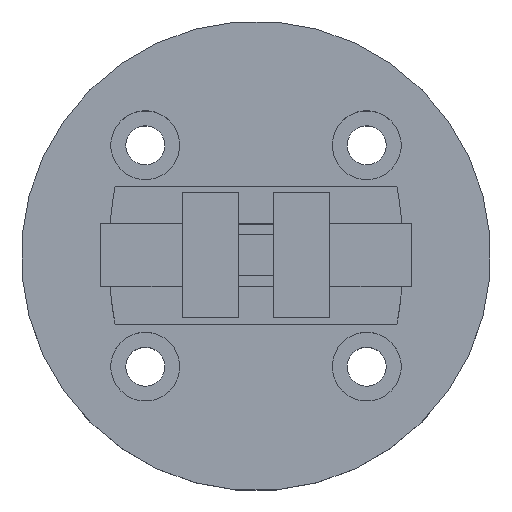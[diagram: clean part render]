
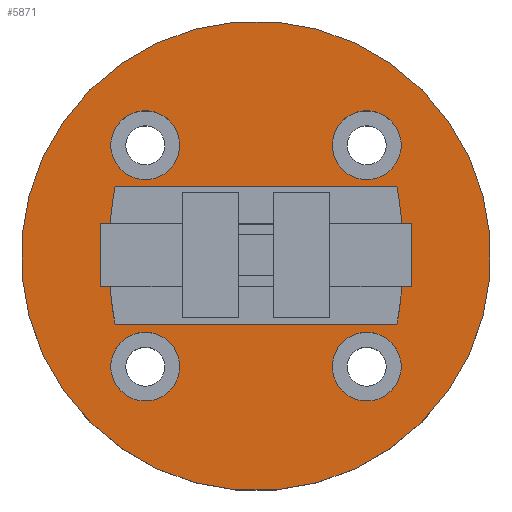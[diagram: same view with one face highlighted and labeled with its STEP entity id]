
A CAD part, top view. The second image highlights one B-rep face of the part: STEP entity #5871.
In plain terms, the highlighted planar face has unit normal (0, 0, 1).
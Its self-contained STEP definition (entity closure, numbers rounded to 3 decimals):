
#115 = ORIENTED_EDGE ( 'NONE', *, *, #8280, .T. ) ;
#529 = ORIENTED_EDGE ( 'NONE', *, *, #17397, .T. ) ;
#842 = VERTEX_POINT ( 'NONE', #1990 ) ;
#936 = CIRCLE ( 'NONE', #10233, 37.5 ) ;
#1132 = EDGE_CURVE ( 'NONE', #16810, #2929, #26603, .T. ) ;
#1819 = EDGE_CURVE ( 'NONE', #22957, #3087, #11012, .T. ) ;
#1915 = EDGE_LOOP ( 'NONE', ( #13132, #24580 ) ) ;
#1990 = CARTESIAN_POINT ( 'NONE',  ( -6.739, 8.839, 10. ) ) ;
#2040 = ORIENTED_EDGE ( 'NONE', *, *, #24800, .F. ) ;
#2586 = AXIS2_PLACEMENT_3D ( 'NONE', #15383, #21772, #7317 ) ;
#2750 = VERTEX_POINT ( 'NONE', #2866 ) ;
#2866 = CARTESIAN_POINT ( 'NONE',  ( 6.739, -8.839, 10. ) ) ;
#2867 = CARTESIAN_POINT ( 'NONE',  ( -37.5, 0., 10. ) ) ;
#2912 = AXIS2_PLACEMENT_3D ( 'NONE', #14341, #18344, #10150 ) ;
#2929 = VERTEX_POINT ( 'NONE', #22213 ) ;
#3032 = CARTESIAN_POINT ( 'NONE',  ( 0., 25., 10. ) ) ;
#3087 = VERTEX_POINT ( 'NONE', #4666 ) ;
#3126 = DIRECTION ( 'NONE',  ( 0., 0., -1. ) ) ;
#3196 = CIRCLE ( 'NONE', #24747, 5.5 ) ;
#3719 = CARTESIAN_POINT ( 'NONE',  ( 0., 0., 10. ) ) ;
#3826 = CARTESIAN_POINT ( 'NONE',  ( 0., 0., 10. ) ) ;
#3905 = DIRECTION ( 'NONE',  ( 0., 0., -1. ) ) ;
#3947 = DIRECTION ( 'NONE',  ( 0., 0., -1. ) ) ;
#4002 = DIRECTION ( 'NONE',  ( 0., 0., 1. ) ) ;
#4003 = CARTESIAN_POINT ( 'NONE',  ( 0., -25., 10. ) ) ;
#4219 = CARTESIAN_POINT ( 'NONE',  ( 0., 25., 10. ) ) ;
#4276 = EDGE_CURVE ( 'NONE', #2929, #16810, #11316, .T. ) ;
#4353 = EDGE_CURVE ( 'NONE', #16036, #15222, #936, .T. ) ;
#4666 = CARTESIAN_POINT ( 'NONE',  ( 19.5, 0., 10. ) ) ;
#5069 = ORIENTED_EDGE ( 'NONE', *, *, #1819, .T. ) ;
#5215 = DIRECTION ( 'NONE',  ( 1., 0., 0. ) ) ;
#5417 = FACE_BOUND ( 'NONE', #23276, .T. ) ;
#5555 = EDGE_LOOP ( 'NONE', ( #2040, #12955 ) ) ;
#5620 = ORIENTED_EDGE ( 'NONE', *, *, #23348, .T. ) ;
#5625 = CIRCLE ( 'NONE', #12852, 5.5 ) ;
#5871 = ADVANCED_FACE ( 'NONE', ( #15800, #11899, #5417, #26845, #22654, #17116, #12553 ), #22809, .T. ) ;
#5987 = CIRCLE ( 'NONE', #26109, 5.5 ) ;
#6032 = DIRECTION ( 'NONE',  ( 1., 0., 0. ) ) ;
#6215 = CARTESIAN_POINT ( 'NONE',  ( 0., 0., 10. ) ) ;
#6399 = AXIS2_PLACEMENT_3D ( 'NONE', #26740, #18408, #10217 ) ;
#6403 = DIRECTION ( 'NONE',  ( 1., 0., 0. ) ) ;
#6877 = VERTEX_POINT ( 'NONE', #25361 ) ;
#6995 = CIRCLE ( 'NONE', #26170, 5.5 ) ;
#7001 = AXIS2_PLACEMENT_3D ( 'NONE', #24830, #12116, #16562 ) ;
#7069 = DIRECTION ( 'NONE',  ( 0., 0., -1. ) ) ;
#7155 = DIRECTION ( 'NONE',  ( -1., 0., 0. ) ) ;
#7317 = DIRECTION ( 'NONE',  ( 1., 0., 0. ) ) ;
#8280 = EDGE_CURVE ( 'NONE', #13025, #19248, #5987, .T. ) ;
#8341 = DIRECTION ( 'NONE',  ( 0., 0., -1. ) ) ;
#9058 = CARTESIAN_POINT ( 'NONE',  ( -30.5, 0., 10. ) ) ;
#9147 = CARTESIAN_POINT ( 'NONE',  ( -25., 0., 10. ) ) ;
#10150 = DIRECTION ( 'NONE',  ( 1., 0., 0. ) ) ;
#10212 = EDGE_LOOP ( 'NONE', ( #115, #22976 ) ) ;
#10217 = DIRECTION ( 'NONE',  ( 1., 0., 0. ) ) ;
#10233 = AXIS2_PLACEMENT_3D ( 'NONE', #3719, #16223, #16307 ) ;
#10396 = DIRECTION ( 'NONE',  ( 0., 0., -1. ) ) ;
#10542 = CARTESIAN_POINT ( 'NONE',  ( 30.5, 0., 10. ) ) ;
#10678 = EDGE_CURVE ( 'NONE', #3087, #22957, #5625, .T. ) ;
#10863 = EDGE_LOOP ( 'NONE', ( #15530, #18430 ) ) ;
#11012 = CIRCLE ( 'NONE', #2586, 5.5 ) ;
#11242 = DIRECTION ( 'NONE',  ( 0., 0., -1. ) ) ;
#11316 = CIRCLE ( 'NONE', #23678, 5.5 ) ;
#11899 = FACE_BOUND ( 'NONE', #26668, .T. ) ;
#11938 = CIRCLE ( 'NONE', #14051, 37.5 ) ;
#12116 = DIRECTION ( 'NONE',  ( 0., 0., -1. ) ) ;
#12459 = VERTEX_POINT ( 'NONE', #16397 ) ;
#12470 = CIRCLE ( 'NONE', #14735, 2.1 ) ;
#12553 = FACE_OUTER_BOUND ( 'NONE', #5555, .T. ) ;
#12811 = CIRCLE ( 'NONE', #24127, 2.1 ) ;
#12852 = AXIS2_PLACEMENT_3D ( 'NONE', #14623, #3905, #18436 ) ;
#12955 = ORIENTED_EDGE ( 'NONE', *, *, #4353, .F. ) ;
#13025 = VERTEX_POINT ( 'NONE', #13618 ) ;
#13132 = ORIENTED_EDGE ( 'NONE', *, *, #4276, .T. ) ;
#13419 = ORIENTED_EDGE ( 'NONE', *, *, #21045, .T. ) ;
#13618 = CARTESIAN_POINT ( 'NONE',  ( 5.5, 25., 10. ) ) ;
#13644 = VERTEX_POINT ( 'NONE', #18130 ) ;
#14051 = AXIS2_PLACEMENT_3D ( 'NONE', #6215, #14575, #6403 ) ;
#14341 = CARTESIAN_POINT ( 'NONE',  ( 0., -25., 10. ) ) ;
#14575 = DIRECTION ( 'NONE',  ( 0., 0., -1. ) ) ;
#14623 = CARTESIAN_POINT ( 'NONE',  ( 25., 0., 10. ) ) ;
#14735 = AXIS2_PLACEMENT_3D ( 'NONE', #17450, #17373, #15357 ) ;
#15051 = VERTEX_POINT ( 'NONE', #25656 ) ;
#15222 = VERTEX_POINT ( 'NONE', #21122 ) ;
#15322 = CARTESIAN_POINT ( 'NONE',  ( -8.839, 8.839, 10. ) ) ;
#15357 = DIRECTION ( 'NONE',  ( -1., 0., 0. ) ) ;
#15383 = CARTESIAN_POINT ( 'NONE',  ( 25., 0., 10. ) ) ;
#15530 = ORIENTED_EDGE ( 'NONE', *, *, #21488, .T. ) ;
#15800 = FACE_BOUND ( 'NONE', #10212, .T. ) ;
#16036 = VERTEX_POINT ( 'NONE', #2867 ) ;
#16223 = DIRECTION ( 'NONE',  ( 0., 0., -1. ) ) ;
#16307 = DIRECTION ( 'NONE',  ( 1., 0., 0. ) ) ;
#16397 = CARTESIAN_POINT ( 'NONE',  ( 10.939, -8.839, 10. ) ) ;
#16521 = DIRECTION ( 'NONE',  ( 1., 0., 0. ) ) ;
#16528 = AXIS2_PLACEMENT_3D ( 'NONE', #3826, #4002, #16521 ) ;
#16562 = DIRECTION ( 'NONE',  ( -1., 0., 0. ) ) ;
#16718 = EDGE_CURVE ( 'NONE', #6877, #15051, #3196, .T. ) ;
#16765 = DIRECTION ( 'NONE',  ( -1., 0., 0. ) ) ;
#16810 = VERTEX_POINT ( 'NONE', #9058 ) ;
#17003 = CIRCLE ( 'NONE', #19448, 2.1 ) ;
#17116 = FACE_BOUND ( 'NONE', #10863, .T. ) ;
#17373 = DIRECTION ( 'NONE',  ( 0., 0., -1. ) ) ;
#17397 = EDGE_CURVE ( 'NONE', #12459, #2750, #23982, .T. ) ;
#17450 = CARTESIAN_POINT ( 'NONE',  ( -8.839, 8.839, 10. ) ) ;
#18130 = CARTESIAN_POINT ( 'NONE',  ( -10.939, 8.839, 10. ) ) ;
#18344 = DIRECTION ( 'NONE',  ( 0., 0., -1. ) ) ;
#18408 = DIRECTION ( 'NONE',  ( 0., 0., -1. ) ) ;
#18430 = ORIENTED_EDGE ( 'NONE', *, *, #22147, .T. ) ;
#18436 = DIRECTION ( 'NONE',  ( 1., 0., 0. ) ) ;
#18915 = CIRCLE ( 'NONE', #2912, 5.5 ) ;
#19135 = CARTESIAN_POINT ( 'NONE',  ( -5.5, 25., 10. ) ) ;
#19196 = ORIENTED_EDGE ( 'NONE', *, *, #16718, .T. ) ;
#19248 = VERTEX_POINT ( 'NONE', #19135 ) ;
#19448 = AXIS2_PLACEMENT_3D ( 'NONE', #15322, #7069, #7155 ) ;
#20229 = EDGE_CURVE ( 'NONE', #19248, #13025, #6995, .T. ) ;
#21045 = EDGE_CURVE ( 'NONE', #2750, #12459, #12811, .T. ) ;
#21122 = CARTESIAN_POINT ( 'NONE',  ( 37.5, 0., 10. ) ) ;
#21488 = EDGE_CURVE ( 'NONE', #13644, #842, #12470, .T. ) ;
#21772 = DIRECTION ( 'NONE',  ( 0., 0., -1. ) ) ;
#22147 = EDGE_CURVE ( 'NONE', #842, #13644, #17003, .T. ) ;
#22213 = CARTESIAN_POINT ( 'NONE',  ( -19.5, 0., 10. ) ) ;
#22225 = ORIENTED_EDGE ( 'NONE', *, *, #10678, .T. ) ;
#22654 = FACE_BOUND ( 'NONE', #24390, .T. ) ;
#22809 = PLANE ( 'NONE',  #16528 ) ;
#22957 = VERTEX_POINT ( 'NONE', #10542 ) ;
#22976 = ORIENTED_EDGE ( 'NONE', *, *, #20229, .T. ) ;
#23276 = EDGE_LOOP ( 'NONE', ( #5069, #22225 ) ) ;
#23348 = EDGE_CURVE ( 'NONE', #15051, #6877, #18915, .T. ) ;
#23678 = AXIS2_PLACEMENT_3D ( 'NONE', #9147, #11242, #25788 ) ;
#23982 = CIRCLE ( 'NONE', #7001, 2.1 ) ;
#24127 = AXIS2_PLACEMENT_3D ( 'NONE', #25215, #10396, #16765 ) ;
#24390 = EDGE_LOOP ( 'NONE', ( #13419, #529 ) ) ;
#24580 = ORIENTED_EDGE ( 'NONE', *, *, #1132, .T. ) ;
#24747 = AXIS2_PLACEMENT_3D ( 'NONE', #4003, #8341, #25153 ) ;
#24800 = EDGE_CURVE ( 'NONE', #15222, #16036, #11938, .T. ) ;
#24830 = CARTESIAN_POINT ( 'NONE',  ( 8.839, -8.839, 10. ) ) ;
#25153 = DIRECTION ( 'NONE',  ( 1., 0., 0. ) ) ;
#25215 = CARTESIAN_POINT ( 'NONE',  ( 8.839, -8.839, 10. ) ) ;
#25361 = CARTESIAN_POINT ( 'NONE',  ( 5.5, -25., 10. ) ) ;
#25656 = CARTESIAN_POINT ( 'NONE',  ( -5.5, -25., 10. ) ) ;
#25788 = DIRECTION ( 'NONE',  ( 1., 0., 0. ) ) ;
#26109 = AXIS2_PLACEMENT_3D ( 'NONE', #3032, #3126, #5215 ) ;
#26170 = AXIS2_PLACEMENT_3D ( 'NONE', #4219, #3947, #6032 ) ;
#26603 = CIRCLE ( 'NONE', #6399, 5.5 ) ;
#26668 = EDGE_LOOP ( 'NONE', ( #19196, #5620 ) ) ;
#26740 = CARTESIAN_POINT ( 'NONE',  ( -25., 0., 10. ) ) ;
#26845 = FACE_BOUND ( 'NONE', #1915, .T. ) ;
